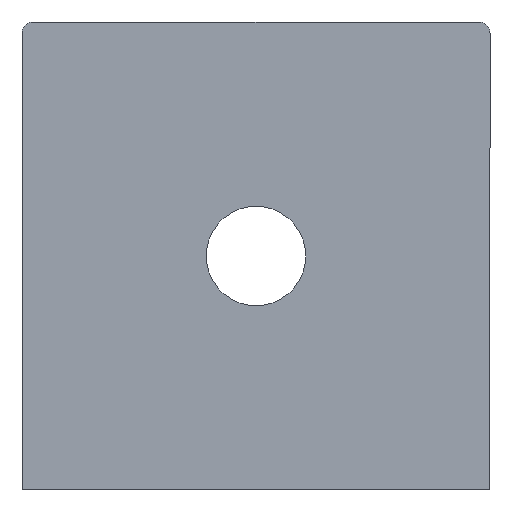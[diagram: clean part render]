
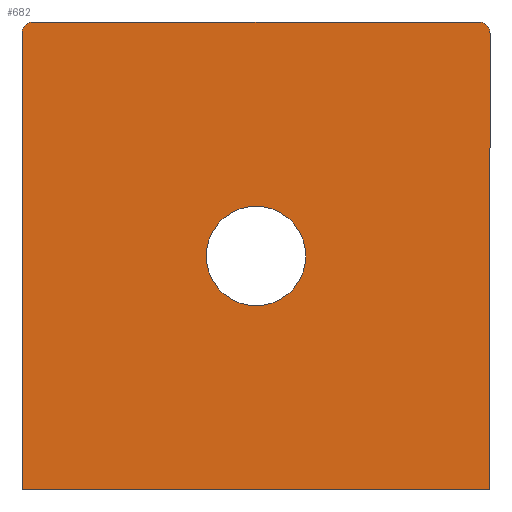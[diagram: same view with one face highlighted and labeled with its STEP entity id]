
A CAD part, front view. The second image highlights one B-rep face of the part: STEP entity #682.
In plain terms, the highlighted planar face has unit normal (0, -1, 0).
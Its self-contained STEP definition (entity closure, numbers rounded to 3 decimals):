
#209=CARTESIAN_POINT('',(-15.75,0.0,20.0));
#210=VERTEX_POINT('',#209);
#211=CARTESIAN_POINT('',(-20.,0.0,20.0));
#212=DIRECTION('',(0.0,1.0,0.0));
#213=DIRECTION('',(-1.0,0.0,0.0));
#214=AXIS2_PLACEMENT_3D('',#211,#212,#213);
#215=CIRCLE('',#214,4.25);
#216=EDGE_CURVE('',#210,#210,#215,.T.);
#291=CARTESIAN_POINT('',(-40.,0.0,39.));
#292=VERTEX_POINT('',#291);
#293=CARTESIAN_POINT('',(-39.,0.0,40.));
#294=VERTEX_POINT('',#293);
#295=CARTESIAN_POINT('',(-39.,0.0,39.));
#296=DIRECTION('',(0.0,1.0,0.0));
#297=DIRECTION('',(-0.707,0.0,0.707));
#298=AXIS2_PLACEMENT_3D('',#295,#296,#297);
#299=CIRCLE('',#298,1.0);
#300=EDGE_CURVE('',#292,#294,#299,.T.);
#366=CARTESIAN_POINT('',(0.0,0.0,0.0));
#367=VERTEX_POINT('',#366);
#374=CARTESIAN_POINT('',(-40.0,0.0,0.0));
#375=VERTEX_POINT('',#374);
#376=CARTESIAN_POINT('',(0.0,0.0,0.0));
#377=DIRECTION('',(-1.0,0.0,0.0));
#378=VECTOR('',#377,40.0);
#379=LINE('',#376,#378);
#380=EDGE_CURVE('',#367,#375,#379,.T.);
#460=CARTESIAN_POINT('',(-1.,0.0,40.));
#461=VERTEX_POINT('',#460);
#462=CARTESIAN_POINT('',(-39.,0.0,40.));
#463=DIRECTION('',(1.0,0.0,0.0));
#464=VECTOR('',#463,38.0);
#465=LINE('',#462,#464);
#466=EDGE_CURVE('',#294,#461,#465,.T.);
#607=CARTESIAN_POINT('',(0.,0.0,39.));
#608=VERTEX_POINT('',#607);
#609=CARTESIAN_POINT('',(-1.,0.0,39.));
#610=DIRECTION('',(0.0,1.0,0.0));
#611=DIRECTION('',(0.707,0.0,0.707));
#612=AXIS2_PLACEMENT_3D('',#609,#610,#611);
#613=CIRCLE('',#612,1.0);
#614=EDGE_CURVE('',#461,#608,#613,.T.);
#651=CARTESIAN_POINT('',(0.,0.0,39.));
#652=DIRECTION('',(0.0,0.0,-1.0));
#653=VECTOR('',#652,39.);
#654=LINE('',#651,#653);
#655=EDGE_CURVE('',#608,#367,#654,.T.);
#661=CARTESIAN_POINT('',(-20.,0.0,20.));
#662=DIRECTION('',(0.0,-1.0,0.0));
#663=DIRECTION('',(0.0,0.0,-1.0));
#664=AXIS2_PLACEMENT_3D('',#661,#662,#663);
#665=PLANE('',#664);
#666=ORIENTED_EDGE('',*,*,#300,.F.);
#667=CARTESIAN_POINT('',(-40.0,0.0,0.0));
#668=DIRECTION('',(0.0,0.0,1.0));
#669=VECTOR('',#668,39.);
#670=LINE('',#667,#669);
#671=EDGE_CURVE('',#375,#292,#670,.T.);
#672=ORIENTED_EDGE('',*,*,#671,.F.);
#673=ORIENTED_EDGE('',*,*,#380,.F.);
#674=ORIENTED_EDGE('',*,*,#655,.F.);
#675=ORIENTED_EDGE('',*,*,#614,.F.);
#676=ORIENTED_EDGE('',*,*,#466,.F.);
#677=EDGE_LOOP('',(#666,#672,#673,#674,#675,#676));
#678=FACE_OUTER_BOUND('',#677,.T.);
#679=ORIENTED_EDGE('',*,*,#216,.T.);
#680=EDGE_LOOP('',(#679));
#681=FACE_BOUND('',#680,.T.);
#682=ADVANCED_FACE('',(#678,#681),#665,.T.);
